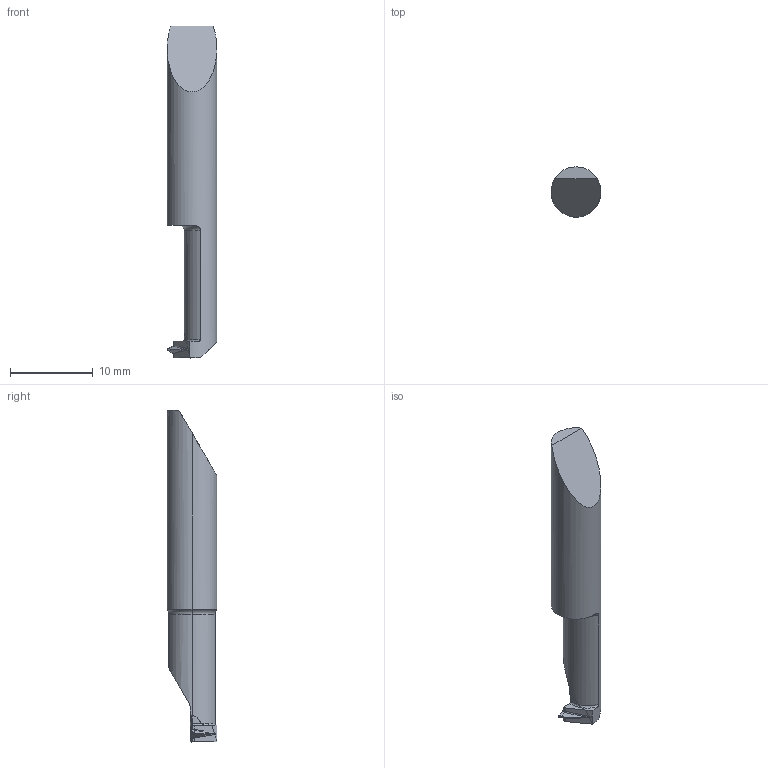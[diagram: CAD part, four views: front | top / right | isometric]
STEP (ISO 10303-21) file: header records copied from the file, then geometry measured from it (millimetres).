
FILE_DESCRIPTION(/* description */ (''),/* implementation_level */ '2;1');
FILE_NAME(/* name */ '1603715061270.stp',/* time_stamp */ '2020-10-26T17:54:28+05:00',/* author */ (''),/* organization */ ('SMS'),/* preprocessor_version */ 'ST-DEVELOPER v16.7',/* originating_system */ 'SIEMENS PLM Software NX 12.0',/* authorisation */ '');
FILE_SCHEMA (('AUTOMOTIVE_DESIGN { 1 0 10303 214 3 1 1 1 }'));
Length unit declared in the file: millimetre
Products named in the file (1): 203206526mod000_00
Bounding box: 6 x 6 x 40 mm (x, y, z)
Volume: 812.6 mm3; surface area: 699.4 mm2
Topology: 2 solids, 2 shells, 48 faces, 121 edges, 81 vertices
Faces by surface type: plane 23, bspline 10, cylinder 8, torus 4, cone 3
Entity records: 1696 total; most frequent: CARTESIAN_POINT 556, ORIENTED_EDGE 240, DIRECTION 206, EDGE_CURVE 120, VERTEX_POINT 76, AXIS2_PLACEMENT_3D 74, LINE 58, VECTOR 58
